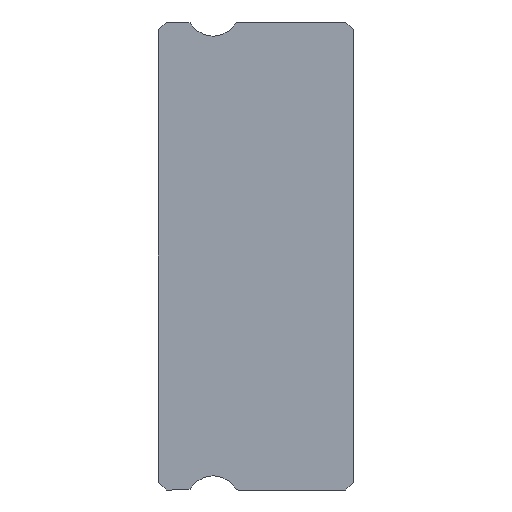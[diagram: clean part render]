
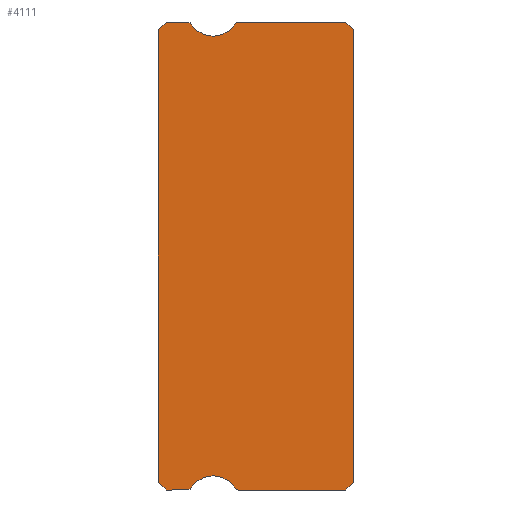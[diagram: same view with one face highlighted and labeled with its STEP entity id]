
A CAD part, left-side view. The second image highlights one B-rep face of the part: STEP entity #4111.
In plain terms, the highlighted planar face has unit normal (-1, 0, 0).
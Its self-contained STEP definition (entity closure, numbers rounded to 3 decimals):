
#15 = EDGE_CURVE ( 'NONE', #5357, #1877, #1024, .T. ) ;
#33 = AXIS2_PLACEMENT_3D ( 'NONE', #5548, #2979, #1620 ) ;
#100 = VERTEX_POINT ( 'NONE', #4088 ) ;
#112 = EDGE_CURVE ( 'NONE', #3014, #5252, #1113, .T. ) ;
#138 = CARTESIAN_POINT ( 'NONE',  ( -15., 0., -8.7 ) ) ;
#152 = EDGE_CURVE ( 'NONE', #2326, #868, #3482, .T. ) ;
#321 = EDGE_CURVE ( 'NONE', #4342, #4500, #3118, .T. ) ;
#401 = LINE ( 'NONE', #3167, #2296 ) ;
#422 = CARTESIAN_POINT ( 'NONE',  ( -15., 6.381, -9. ) ) ;
#435 = CARTESIAN_POINT ( 'NONE',  ( -15., 7.5, -8.7 ) ) ;
#481 = ORIENTED_EDGE ( 'NONE', *, *, #4763, .F. ) ;
#495 = EDGE_CURVE ( 'NONE', #2458, #2326, #5202, .T. ) ;
#511 = CARTESIAN_POINT ( 'NONE',  ( -15., 5.4, 9.45 ) ) ;
#543 = CARTESIAN_POINT ( 'NONE',  ( -15., 6.381, 9. ) ) ;
#557 = FACE_OUTER_BOUND ( 'NONE', #3546, .T. ) ;
#603 = DIRECTION ( 'NONE',  ( 1., 0., 0. ) ) ;
#630 = CARTESIAN_POINT ( 'NONE',  ( -15., 6.253, 8.928 ) ) ;
#659 = DIRECTION ( 'NONE',  ( 0., -0.707, -0.707 ) ) ;
#789 = ORIENTED_EDGE ( 'NONE', *, *, #112, .T. ) ;
#816 = ORIENTED_EDGE ( 'NONE', *, *, #321, .F. ) ;
#829 = DIRECTION ( 'NONE',  ( -1., 0., 0. ) ) ;
#840 = EDGE_CURVE ( 'NONE', #4500, #2458, #5383, .T. ) ;
#868 = VERTEX_POINT ( 'NONE', #5229 ) ;
#968 = CARTESIAN_POINT ( 'NONE',  ( -15., 6.253, -8.928 ) ) ;
#995 = VECTOR ( 'NONE', #3386, 1000. ) ;
#1013 = DIRECTION ( 'NONE',  ( 1., 0., 0. ) ) ;
#1024 = LINE ( 'NONE', #138, #3754 ) ;
#1028 = CARTESIAN_POINT ( 'NONE',  ( -15., 0.3, 9. ) ) ;
#1043 = AXIS2_PLACEMENT_3D ( 'NONE', #2613, #2070, #1303 ) ;
#1113 = LINE ( 'NONE', #3149, #2486 ) ;
#1116 = CARTESIAN_POINT ( 'NONE',  ( -15., 4.419, -8.85 ) ) ;
#1122 = DIRECTION ( 'NONE',  ( 0., 0., 1. ) ) ;
#1150 = VECTOR ( 'NONE', #2464, 1000. ) ;
#1246 = CARTESIAN_POINT ( 'NONE',  ( -15., 5.4, 9.45 ) ) ;
#1303 = DIRECTION ( 'NONE',  ( 0., 0., -1. ) ) ;
#1309 = CARTESIAN_POINT ( 'NONE',  ( -15., 6.381, -9. ) ) ;
#1462 = ORIENTED_EDGE ( 'NONE', *, *, #495, .F. ) ;
#1481 = ORIENTED_EDGE ( 'NONE', *, *, #3197, .T. ) ;
#1575 = LINE ( 'NONE', #4499, #2170 ) ;
#1620 = DIRECTION ( 'NONE',  ( 0., 0., -1. ) ) ;
#1788 = DIRECTION ( 'NONE',  ( 0., 0., -1. ) ) ;
#1820 = EDGE_CURVE ( 'NONE', #2910, #3875, #4969, .T. ) ;
#1821 = EDGE_CURVE ( 'NONE', #4749, #100, #4562, .T. ) ;
#1860 = DIRECTION ( 'NONE',  ( 0., 0.707, -0.707 ) ) ;
#1877 = VERTEX_POINT ( 'NONE', #3296 ) ;
#1894 = DIRECTION ( 'NONE',  ( 1., 0., 0. ) ) ;
#1949 = LINE ( 'NONE', #3371, #1150 ) ;
#1988 = EDGE_CURVE ( 'NONE', #4342, #5419, #401, .T. ) ;
#1996 = EDGE_CURVE ( 'NONE', #3199, #3021, #2657, .T. ) ;
#2002 = CARTESIAN_POINT ( 'NONE',  ( -15., 0., -8.7 ) ) ;
#2027 = CARTESIAN_POINT ( 'NONE',  ( -15., 7.2, 9. ) ) ;
#2070 = DIRECTION ( 'NONE',  ( 1., 0., 0. ) ) ;
#2103 = CARTESIAN_POINT ( 'NONE',  ( -15., 0., 8.7 ) ) ;
#2130 = VECTOR ( 'NONE', #4936, 1000. ) ;
#2170 = VECTOR ( 'NONE', #1122, 1000. ) ;
#2208 = ORIENTED_EDGE ( 'NONE', *, *, #840, .F. ) ;
#2253 = CARTESIAN_POINT ( 'NONE',  ( -15., 7.5, 8.7 ) ) ;
#2296 = VECTOR ( 'NONE', #2592, 1000. ) ;
#2326 = VERTEX_POINT ( 'NONE', #3851 ) ;
#2340 = AXIS2_PLACEMENT_3D ( 'NONE', #3512, #3437, #4812 ) ;
#2380 = DIRECTION ( 'NONE',  ( 0., 0.707, -0.707 ) ) ;
#2427 = ORIENTED_EDGE ( 'NONE', *, *, #2555, .F. ) ;
#2458 = VERTEX_POINT ( 'NONE', #3904 ) ;
#2464 = DIRECTION ( 'NONE',  ( 0., -1., 0. ) ) ;
#2486 = VECTOR ( 'NONE', #659, 1000. ) ;
#2512 = ORIENTED_EDGE ( 'NONE', *, *, #3762, .F. ) ;
#2555 = EDGE_CURVE ( 'NONE', #3014, #5213, #1575, .T. ) ;
#2556 = DIRECTION ( 'NONE',  ( 0., 0., -1. ) ) ;
#2592 = DIRECTION ( 'NONE',  ( 0., 1., 0. ) ) ;
#2613 = CARTESIAN_POINT ( 'NONE',  ( -15., 6.381, 8.85 ) ) ;
#2636 = ORIENTED_EDGE ( 'NONE', *, *, #1820, .F. ) ;
#2657 = CIRCLE ( 'NONE', #2844, 0.15 ) ;
#2680 = VECTOR ( 'NONE', #3028, 1000. ) ;
#2692 = LINE ( 'NONE', #4966, #2130 ) ;
#2735 = DIRECTION ( 'NONE',  ( 0., 0., -1. ) ) ;
#2844 = AXIS2_PLACEMENT_3D ( 'NONE', #5163, #1894, #3041 ) ;
#2893 = EDGE_CURVE ( 'NONE', #5357, #3875, #4207, .T. ) ;
#2910 = VERTEX_POINT ( 'NONE', #5110 ) ;
#2979 = DIRECTION ( 'NONE',  ( 1., 0., 0. ) ) ;
#3014 = VERTEX_POINT ( 'NONE', #435 ) ;
#3021 = VERTEX_POINT ( 'NONE', #1309 ) ;
#3028 = DIRECTION ( 'NONE',  ( 0., 1., 0. ) ) ;
#3037 = AXIS2_PLACEMENT_3D ( 'NONE', #511, #3064, #1788 ) ;
#3041 = DIRECTION ( 'NONE',  ( 0., 0., -1. ) ) ;
#3064 = DIRECTION ( 'NONE',  ( -1., 0., 0. ) ) ;
#3118 = CIRCLE ( 'NONE', #1043, 0.15 ) ;
#3149 = CARTESIAN_POINT ( 'NONE',  ( -15., 7.2, -9. ) ) ;
#3152 = DIRECTION ( 'NONE',  ( 0., -0.707, -0.707 ) ) ;
#3163 = CARTESIAN_POINT ( 'NONE',  ( -15., 6.381, 8.85 ) ) ;
#3167 = CARTESIAN_POINT ( 'NONE',  ( -15., 7.2, 9. ) ) ;
#3197 = EDGE_CURVE ( 'NONE', #5252, #3021, #2692, .T. ) ;
#3199 = VERTEX_POINT ( 'NONE', #968 ) ;
#3296 = CARTESIAN_POINT ( 'NONE',  ( -15., 0.3, -9. ) ) ;
#3371 = CARTESIAN_POINT ( 'NONE',  ( -15., 6.381, 9. ) ) ;
#3386 = DIRECTION ( 'NONE',  ( 0., 0., 1. ) ) ;
#3437 = DIRECTION ( 'NONE',  ( -1., 0., 0. ) ) ;
#3482 = CIRCLE ( 'NONE', #33, 0.15 ) ;
#3512 = CARTESIAN_POINT ( 'NONE',  ( -15., 5.4, -9.45 ) ) ;
#3546 = EDGE_LOOP ( 'NONE', ( #2427, #789, #1481, #5441, #481, #3909, #4488, #4816, #4196, #2636, #2512, #5568, #1462, #2208, #816, #4715, #5479 ) ) ;
#3554 = CARTESIAN_POINT ( 'NONE',  ( -15., 7.2, -9. ) ) ;
#3754 = VECTOR ( 'NONE', #2380, 1000. ) ;
#3762 = EDGE_CURVE ( 'NONE', #868, #2910, #1949, .T. ) ;
#3851 = CARTESIAN_POINT ( 'NONE',  ( -15., 4.547, 8.928 ) ) ;
#3875 = VERTEX_POINT ( 'NONE', #5577 ) ;
#3904 = CARTESIAN_POINT ( 'NONE',  ( -15., 5.4, 8.45 ) ) ;
#3909 = ORIENTED_EDGE ( 'NONE', *, *, #1821, .F. ) ;
#3944 = EDGE_CURVE ( 'NONE', #1877, #4749, #4302, .T. ) ;
#4017 = AXIS2_PLACEMENT_3D ( 'NONE', #1116, #603, #4941 ) ;
#4088 = CARTESIAN_POINT ( 'NONE',  ( -15., 4.547, -8.928 ) ) ;
#4099 = EDGE_CURVE ( 'NONE', #5419, #5213, #5255, .T. ) ;
#4111 = ADVANCED_FACE ( 'NONE', ( #557 ), #5311, .F. ) ;
#4196 = ORIENTED_EDGE ( 'NONE', *, *, #2893, .T. ) ;
#4207 = LINE ( 'NONE', #2103, #995 ) ;
#4238 = VECTOR ( 'NONE', #1860, 1000. ) ;
#4246 = CIRCLE ( 'NONE', #2340, 1. ) ;
#4302 = LINE ( 'NONE', #422, #2680 ) ;
#4326 = AXIS2_PLACEMENT_3D ( 'NONE', #3163, #1013, #2735 ) ;
#4342 = VERTEX_POINT ( 'NONE', #543 ) ;
#4442 = CARTESIAN_POINT ( 'NONE',  ( -15., 7.5, 8.7 ) ) ;
#4471 = VECTOR ( 'NONE', #3152, 1000. ) ;
#4485 = AXIS2_PLACEMENT_3D ( 'NONE', #1246, #829, #2556 ) ;
#4488 = ORIENTED_EDGE ( 'NONE', *, *, #3944, .F. ) ;
#4499 = CARTESIAN_POINT ( 'NONE',  ( -15., 7.5, 8.85 ) ) ;
#4500 = VERTEX_POINT ( 'NONE', #630 ) ;
#4562 = CIRCLE ( 'NONE', #4017, 0.15 ) ;
#4715 = ORIENTED_EDGE ( 'NONE', *, *, #1988, .T. ) ;
#4749 = VERTEX_POINT ( 'NONE', #5231 ) ;
#4763 = EDGE_CURVE ( 'NONE', #100, #3199, #4246, .T. ) ;
#4812 = DIRECTION ( 'NONE',  ( 0., 0., -1. ) ) ;
#4816 = ORIENTED_EDGE ( 'NONE', *, *, #15, .F. ) ;
#4936 = DIRECTION ( 'NONE',  ( 0., -1., 0. ) ) ;
#4941 = DIRECTION ( 'NONE',  ( 0., 0., -1. ) ) ;
#4966 = CARTESIAN_POINT ( 'NONE',  ( -15., 6.381, -9. ) ) ;
#4969 = LINE ( 'NONE', #1028, #4471 ) ;
#5110 = CARTESIAN_POINT ( 'NONE',  ( -15., 0.3, 9. ) ) ;
#5163 = CARTESIAN_POINT ( 'NONE',  ( -15., 6.381, -8.85 ) ) ;
#5202 = CIRCLE ( 'NONE', #3037, 1. ) ;
#5213 = VERTEX_POINT ( 'NONE', #4442 ) ;
#5229 = CARTESIAN_POINT ( 'NONE',  ( -15., 4.419, 9. ) ) ;
#5231 = CARTESIAN_POINT ( 'NONE',  ( -15., 4.419, -9. ) ) ;
#5252 = VERTEX_POINT ( 'NONE', #3554 ) ;
#5255 = LINE ( 'NONE', #2253, #4238 ) ;
#5311 = PLANE ( 'NONE',  #4326 ) ;
#5357 = VERTEX_POINT ( 'NONE', #2002 ) ;
#5383 = CIRCLE ( 'NONE', #4485, 1. ) ;
#5419 = VERTEX_POINT ( 'NONE', #2027 ) ;
#5441 = ORIENTED_EDGE ( 'NONE', *, *, #1996, .F. ) ;
#5479 = ORIENTED_EDGE ( 'NONE', *, *, #4099, .T. ) ;
#5548 = CARTESIAN_POINT ( 'NONE',  ( -15., 4.419, 8.85 ) ) ;
#5568 = ORIENTED_EDGE ( 'NONE', *, *, #152, .F. ) ;
#5577 = CARTESIAN_POINT ( 'NONE',  ( -15., 0., 8.7 ) ) ;
